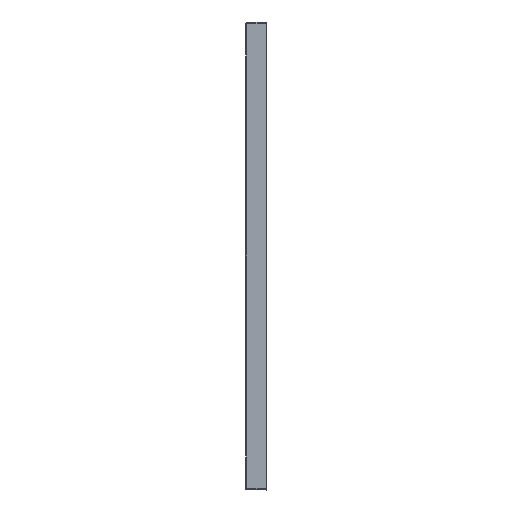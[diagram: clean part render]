
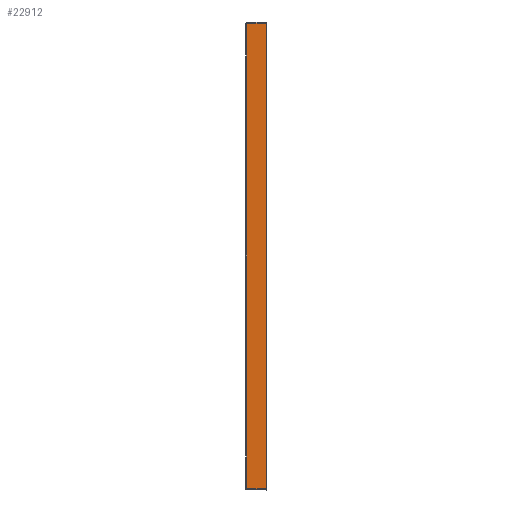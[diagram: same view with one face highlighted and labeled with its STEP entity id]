
A CAD part, left-side view. The second image highlights one B-rep face of the part: STEP entity #22912.
In plain terms, the highlighted planar face has unit normal (-0.999, 0.035, 0).
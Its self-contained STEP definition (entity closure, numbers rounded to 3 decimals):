
#281=CARTESIAN_POINT('',(-598.671,-1.932,534.172));
#334=CARTESIAN_POINT('',(-600.,-40.,535.501));
#1375=CARTESIAN_POINT('',(-598.671,-1.932,
534.172));
#1376=CARTESIAN_POINT('',(-598.671,-1.938,
522.374));
#1377=CARTESIAN_POINT('',(-598.671,-1.95,
498.741));
#1378=CARTESIAN_POINT('',(-598.672,-1.968,
463.184));
#1379=CARTESIAN_POINT('',(-598.672,-1.98,
439.407));
#1380=CARTESIAN_POINT('',(-598.673,-1.986,
427.5));
#1422=DIRECTION('',(0.,0.,-1.));
#1423=VECTOR('',#1422,896.002);
#1424=CARTESIAN_POINT('',(-600.,-40.,
535.501));
#1425=LINE('',#1424,#1423);
#1426=DIRECTION('',(0.035,0.999,0.035));
#1427=VECTOR('',#1426,38.115);
#1428=CARTESIAN_POINT('',(-600.,-40.,
-360.501));
#1429=LINE('',#1428,#1427);
#1430=CARTESIAN_POINT('',(-598.671,-1.932,
-359.172));
#1431=CARTESIAN_POINT('',(-598.671,-1.939,
-349.518));
#1432=CARTESIAN_POINT('',(-598.671,-1.956,
-327.553));
#1433=CARTESIAN_POINT('',(-598.672,-1.979,
-291.996));
#1434=CARTESIAN_POINT('',(-598.673,-1.986,
-266.093));
#1435=CARTESIAN_POINT('',(-598.673,-1.986,
-252.5));
#1437=CARTESIAN_POINT('',(-598.673,-1.986,
-252.5));
#1438=CARTESIAN_POINT('',(-598.673,-1.986,
-215.576));
#1439=CARTESIAN_POINT('',(-598.672,-1.97,
-141.857));
#1440=CARTESIAN_POINT('',(-598.671,-1.933,
-28.524));
#1441=CARTESIAN_POINT('',(-598.67,-1.924,
47.886));
#1442=CARTESIAN_POINT('',(-598.671,-1.93,
87.5));
#1444=DIRECTION('',(0.,0.,1.));
#1445=VECTOR('',#1444,340.);
#1446=CARTESIAN_POINT('',(-598.671,-1.93,
87.5));
#1447=LINE('',#1446,#1445);
#1448=DIRECTION('',(-0.035,-0.999,0.035));
#1449=VECTOR('',#1448,38.115);
#1450=CARTESIAN_POINT('',(-598.671,-1.932,
534.172));
#1451=LINE('',#1450,#1449);
#1452=CARTESIAN_POINT('',(-600.,-40.,-360.501));
#1466=CARTESIAN_POINT('',(-598.671,-1.932,
-359.172));
#1501=CARTESIAN_POINT('',(-598.673,-1.986,
-252.5));
#18930=VERTEX_POINT('',#281);
#18931=VERTEX_POINT('',#334);
#20181=VERTEX_POINT('',#1501);
#20182=CARTESIAN_POINT('',(-598.671,-1.93,
87.5));
#20183=VERTEX_POINT('',#20182);
#20227=VERTEX_POINT('',#1452);
#20228=VERTEX_POINT('',#1466);
#20229=CARTESIAN_POINT('',(-598.673,-1.986,
427.5));
#20230=VERTEX_POINT('',#20229);
#22895=CARTESIAN_POINT('',(-599.335,-20.964,87.5));
#22896=DIRECTION('',(0.999,-0.035,0.));
#22897=DIRECTION('',(0.035,0.999,0.));
#22898=AXIS2_PLACEMENT_3D('',#22895,#22896,#22897);
#22899=PLANE('',#22898);
#22900=ORIENTED_EDGE('',*,*,#21113,.T.);
#22902=ORIENTED_EDGE('',*,*,#22901,.T.);
#22904=ORIENTED_EDGE('',*,*,#22903,.T.);
#22906=ORIENTED_EDGE('',*,*,#22905,.T.);
#22907=ORIENTED_EDGE('',*,*,#22830,.T.);
#22908=ORIENTED_EDGE('',*,*,#22865,.F.);
#22909=ORIENTED_EDGE('',*,*,#21072,.T.);
#22910=EDGE_LOOP('',(#22900,#22902,#22904,#22906,#22907,#22908,#22909));
#22911=FACE_OUTER_BOUND('',#22910,.F.);
#22912=ADVANCED_FACE('',(#22911),#22899,.F.);
#1381=B_SPLINE_CURVE_WITH_KNOTS('',3,(#1375,#1376,#1377,#1378,#1379,#1380),
.UNSPECIFIED.,.F.,.F.,(4,1,1,4),(0.,0.333,0.667,1.),
.UNSPECIFIED.);
#1436=B_SPLINE_CURVE_WITH_KNOTS('',3,(#1430,#1431,#1432,#1433,#1434,#1435),
.UNSPECIFIED.,.F.,.F.,(4,1,1,4),(0.,0.272,0.618,1.),
.UNSPECIFIED.);
#1443=B_SPLINE_CURVE_WITH_KNOTS('',3,(#1437,#1438,#1439,#1440,#1441,#1442),
.UNSPECIFIED.,.F.,.F.,(4,1,1,4),(0.,0.326,0.65,1.),
.UNSPECIFIED.);
#21072=EDGE_CURVE('',#18930,#18931,#1451,.T.);
#21113=EDGE_CURVE('',#18931,#20227,#1425,.T.);
#22830=EDGE_CURVE('',#20183,#20230,#1447,.T.);
#22865=EDGE_CURVE('',#18930,#20230,#1381,.T.);
#22901=EDGE_CURVE('',#20227,#20228,#1429,.T.);
#22903=EDGE_CURVE('',#20228,#20181,#1436,.T.);
#22905=EDGE_CURVE('',#20181,#20183,#1443,.T.);
